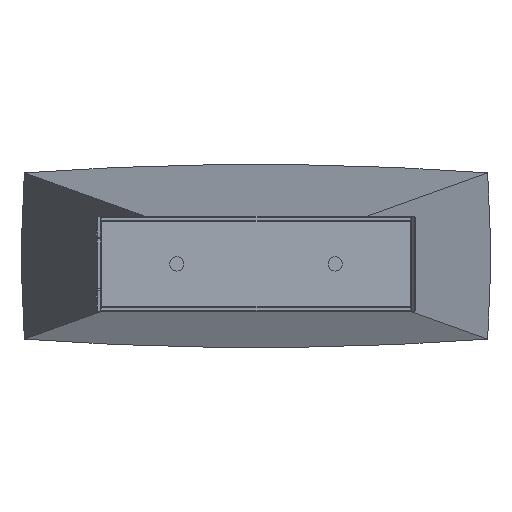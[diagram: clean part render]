
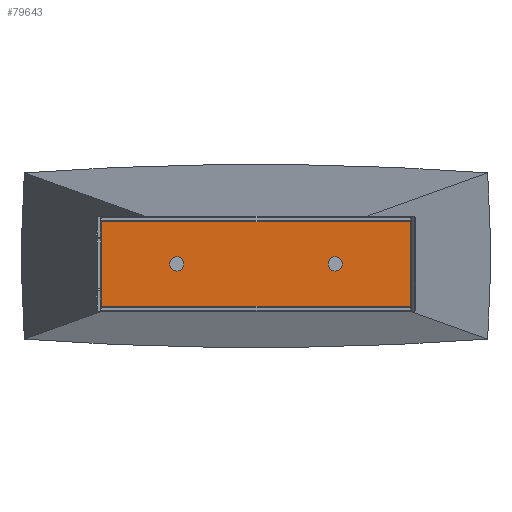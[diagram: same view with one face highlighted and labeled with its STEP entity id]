
A CAD part, front view. The second image highlights one B-rep face of the part: STEP entity #79643.
In plain terms, the highlighted planar face has unit normal (0, -1, 0).
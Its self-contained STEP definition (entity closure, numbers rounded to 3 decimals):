
#312 = VECTOR ( 'NONE', #23172, 1000. ) ;
#1136 = FACE_OUTER_BOUND ( 'NONE', #34640, .T. ) ;
#1210 = EDGE_CURVE ( 'NONE', #6688, #92084, #43981, .T. ) ;
#2726 = EDGE_CURVE ( 'NONE', #6688, #94627, #60872, .T. ) ;
#3783 = AXIS2_PLACEMENT_3D ( 'NONE', #82336, #59229, #89512 ) ;
#5244 = ORIENTED_EDGE ( 'NONE', *, *, #69703, .T. ) ;
#5526 = EDGE_LOOP ( 'NONE', ( #5244 ) ) ;
#6688 = VERTEX_POINT ( 'NONE', #47015 ) ;
#8660 = DIRECTION ( 'NONE',  ( 0., 0., 1. ) ) ;
#12844 = CARTESIAN_POINT ( 'NONE',  ( -20., -7.473, -0.19 ) ) ;
#15476 = AXIS2_PLACEMENT_3D ( 'NONE', #43125, #19738, #56486 ) ;
#16111 = DIRECTION ( 'NONE',  ( 0., 1., 0. ) ) ;
#17764 = LINE ( 'NONE', #90242, #312 ) ;
#19738 = DIRECTION ( 'NONE',  ( 0., 1., 0. ) ) ;
#23172 = DIRECTION ( 'NONE',  ( -1., 0., 0. ) ) ;
#24190 = VECTOR ( 'NONE', #58461, 1000. ) ;
#26823 = CARTESIAN_POINT ( 'NONE',  ( 20., -7.473, -0.19 ) ) ;
#27327 = ORIENTED_EDGE ( 'NONE', *, *, #84366, .T. ) ;
#34640 = EDGE_LOOP ( 'NONE', ( #27327, #61529, #73412, #54091 ) ) ;
#43125 = CARTESIAN_POINT ( 'NONE',  ( -20., -7.473, -1.99 ) ) ;
#43981 = LINE ( 'NONE', #94332, #24190 ) ;
#44125 = PLANE ( 'NONE',  #81319 ) ;
#47015 = CARTESIAN_POINT ( 'NONE',  ( 38.9, -7.473, 8.71 ) ) ;
#54091 = ORIENTED_EDGE ( 'NONE', *, *, #2726, .T. ) ;
#54966 = EDGE_CURVE ( 'NONE', #92084, #55386, #17764, .T. ) ;
#55386 = VERTEX_POINT ( 'NONE', #59224 ) ;
#56486 = DIRECTION ( 'NONE',  ( 0., 0., 1. ) ) ;
#56991 = VECTOR ( 'NONE', #96340, 1000. ) ;
#57379 = CARTESIAN_POINT ( 'NONE',  ( -38.9, -7.473, 8.71 ) ) ;
#58461 = DIRECTION ( 'NONE',  ( 0., 0., -1. ) ) ;
#59224 = CARTESIAN_POINT ( 'NONE',  ( -38.9, -7.473, -12.69 ) ) ;
#59229 = DIRECTION ( 'NONE',  ( 0., 1., 0. ) ) ;
#60053 = EDGE_LOOP ( 'NONE', ( #92924 ) ) ;
#60705 = CARTESIAN_POINT ( 'NONE',  ( 38.9, -7.473, 8.71 ) ) ;
#60872 = LINE ( 'NONE', #69294, #69035 ) ;
#61529 = ORIENTED_EDGE ( 'NONE', *, *, #54966, .F. ) ;
#68064 = VERTEX_POINT ( 'NONE', #12844 ) ;
#69035 = VECTOR ( 'NONE', #78374, 1000. ) ;
#69294 = CARTESIAN_POINT ( 'NONE',  ( 38.9, -7.473, 8.71 ) ) ;
#69703 = EDGE_CURVE ( 'NONE', #82067, #82067, #79334, .T. ) ;
#73412 = ORIENTED_EDGE ( 'NONE', *, *, #1210, .F. ) ;
#74533 = FACE_BOUND ( 'NONE', #5526, .T. ) ;
#75316 = CIRCLE ( 'NONE', #15476, 1.8 ) ;
#77997 = FACE_BOUND ( 'NONE', #60053, .T. ) ;
#78374 = DIRECTION ( 'NONE',  ( -1., 0., 0. ) ) ;
#79334 = CIRCLE ( 'NONE', #3783, 1.8 ) ;
#79643 = ADVANCED_FACE ( 'NONE', ( #74533, #77997, #1136 ), #44125, .F. ) ;
#81319 = AXIS2_PLACEMENT_3D ( 'NONE', #60705, #16111, #8660 ) ;
#82067 = VERTEX_POINT ( 'NONE', #26823 ) ;
#82336 = CARTESIAN_POINT ( 'NONE',  ( 20., -7.473, -1.99 ) ) ;
#84366 = EDGE_CURVE ( 'NONE', #94627, #55386, #88455, .T. ) ;
#85147 = CARTESIAN_POINT ( 'NONE',  ( -38.9, -7.473, 8.71 ) ) ;
#87758 = CARTESIAN_POINT ( 'NONE',  ( 38.9, -7.473, -12.69 ) ) ;
#88455 = LINE ( 'NONE', #85147, #56991 ) ;
#88925 = EDGE_CURVE ( 'NONE', #68064, #68064, #75316, .T. ) ;
#89512 = DIRECTION ( 'NONE',  ( 0., 0., 1. ) ) ;
#90242 = CARTESIAN_POINT ( 'NONE',  ( 38.9, -7.473, -12.69 ) ) ;
#92084 = VERTEX_POINT ( 'NONE', #87758 ) ;
#92924 = ORIENTED_EDGE ( 'NONE', *, *, #88925, .T. ) ;
#94332 = CARTESIAN_POINT ( 'NONE',  ( 38.9, -7.473, 8.71 ) ) ;
#94627 = VERTEX_POINT ( 'NONE', #57379 ) ;
#96340 = DIRECTION ( 'NONE',  ( 0., 0., -1. ) ) ;
